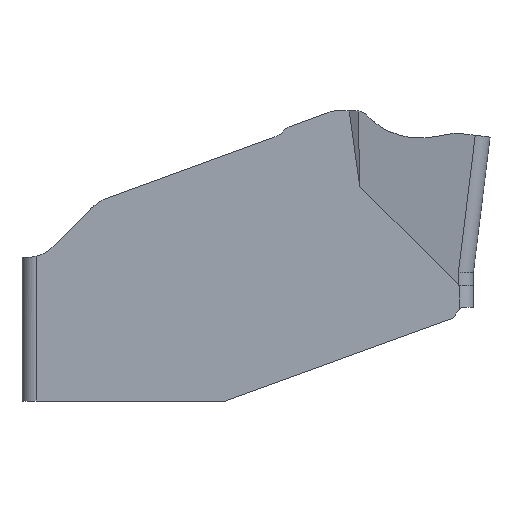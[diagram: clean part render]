
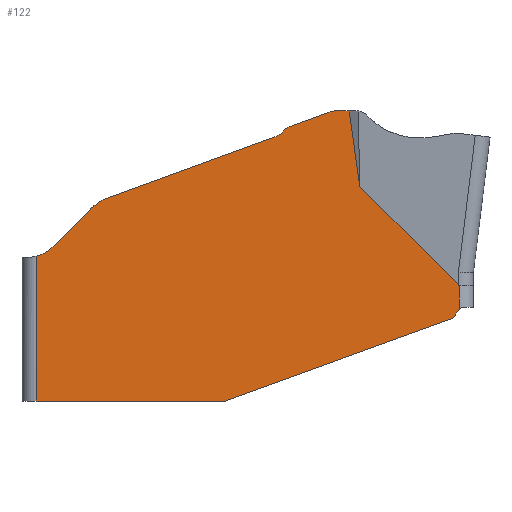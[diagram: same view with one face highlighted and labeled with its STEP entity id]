
A CAD part, left-side view. The second image highlights one B-rep face of the part: STEP entity #122.
In plain terms, the highlighted planar face has unit normal (-1, 0, 0).
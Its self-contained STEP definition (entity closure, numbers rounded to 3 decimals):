
#102=ELLIPSE('',#989,4.29,0.3);
#103=ELLIPSE('',#994,1.32,1.);
#122=ADVANCED_FACE('',(#187),#159,.F.);
#159=PLANE('',#996);
#187=FACE_OUTER_BOUND('',#230,.T.);
#230=EDGE_LOOP('',(#381,#382,#383,#384,#385,#386,#387,#388,#389,#390,#391,
#392,#393,#394,#395,#396,#397,#398,#399,#400,#401));
#271=CIRCLE('',#987,0.1);
#272=CIRCLE('',#988,0.3);
#273=CIRCLE('',#990,0.2);
#274=CIRCLE('',#991,0.2);
#275=CIRCLE('',#992,0.491);
#276=CIRCLE('',#993,1.);
#277=CIRCLE('',#995,0.8);
#381=ORIENTED_EDGE('',*,*,#690,.F.);
#382=ORIENTED_EDGE('',*,*,#691,.F.);
#383=ORIENTED_EDGE('',*,*,#692,.F.);
#384=ORIENTED_EDGE('',*,*,#693,.F.);
#385=ORIENTED_EDGE('',*,*,#618,.T.);
#386=ORIENTED_EDGE('',*,*,#694,.T.);
#387=ORIENTED_EDGE('',*,*,#655,.T.);
#388=ORIENTED_EDGE('',*,*,#660,.T.);
#389=ORIENTED_EDGE('',*,*,#695,.F.);
#390=ORIENTED_EDGE('',*,*,#696,.F.);
#391=ORIENTED_EDGE('',*,*,#697,.F.);
#392=ORIENTED_EDGE('',*,*,#698,.F.);
#393=ORIENTED_EDGE('',*,*,#699,.F.);
#394=ORIENTED_EDGE('',*,*,#700,.F.);
#395=ORIENTED_EDGE('',*,*,#701,.F.);
#396=ORIENTED_EDGE('',*,*,#702,.F.);
#397=ORIENTED_EDGE('',*,*,#703,.F.);
#398=ORIENTED_EDGE('',*,*,#704,.F.);
#399=ORIENTED_EDGE('',*,*,#705,.F.);
#400=ORIENTED_EDGE('',*,*,#667,.T.);
#401=ORIENTED_EDGE('',*,*,#607,.T.);
#524=VERTEX_POINT('',#1347);
#526=VERTEX_POINT('',#1350);
#536=VERTEX_POINT('',#1373);
#537=VERTEX_POINT('',#1374);
#570=VERTEX_POINT('',#1516);
#571=VERTEX_POINT('',#1518);
#573=VERTEX_POINT('',#1526);
#578=VERTEX_POINT('',#1551);
#593=VERTEX_POINT('',#1608);
#594=VERTEX_POINT('',#1610);
#595=VERTEX_POINT('',#1612);
#596=VERTEX_POINT('',#1616);
#597=VERTEX_POINT('',#1618);
#598=VERTEX_POINT('',#1620);
#599=VERTEX_POINT('',#1622);
#600=VERTEX_POINT('',#1624);
#601=VERTEX_POINT('',#1626);
#602=VERTEX_POINT('',#1628);
#603=VERTEX_POINT('',#1636);
#604=VERTEX_POINT('',#1638);
#605=VERTEX_POINT('',#1640);
#607=EDGE_CURVE('',#526,#524,#730,.T.);
#618=EDGE_CURVE('',#536,#537,#739,.T.);
#655=EDGE_CURVE('',#571,#570,#760,.T.);
#660=EDGE_CURVE('',#570,#573,#765,.T.);
#667=EDGE_CURVE('',#578,#526,#770,.T.);
#690=EDGE_CURVE('',#593,#524,#777,.T.);
#691=EDGE_CURVE('',#594,#593,#271,.T.);
#692=EDGE_CURVE('',#595,#594,#778,.T.);
#693=EDGE_CURVE('',#536,#595,#272,.T.);
#694=EDGE_CURVE('',#537,#571,#102,.T.);
#695=EDGE_CURVE('',#596,#573,#779,.T.);
#696=EDGE_CURVE('',#597,#596,#273,.T.);
#697=EDGE_CURVE('',#598,#597,#780,.T.);
#698=EDGE_CURVE('',#599,#598,#274,.T.);
#699=EDGE_CURVE('',#600,#599,#275,.T.);
#700=EDGE_CURVE('',#601,#600,#781,.T.);
#701=EDGE_CURVE('',#602,#601,#276,.T.);
#702=EDGE_CURVE('',#603,#602,#904,.T.);
#703=EDGE_CURVE('',#604,#603,#103,.T.);
#704=EDGE_CURVE('',#605,#604,#782,.T.);
#705=EDGE_CURVE('',#578,#605,#277,.T.);
#730=LINE('',#1349,#807);
#739=LINE('',#1372,#816);
#760=LINE('',#1517,#837);
#765=LINE('',#1527,#842);
#770=LINE('',#1550,#847);
#777=LINE('',#1607,#854);
#778=LINE('',#1611,#855);
#779=LINE('',#1615,#856);
#780=LINE('',#1619,#857);
#781=LINE('',#1625,#858);
#782=LINE('',#1639,#859);
#807=VECTOR('',#1030,1.);
#816=VECTOR('',#1047,1.);
#837=VECTOR('',#1088,1.);
#842=VECTOR('',#1097,1.);
#847=VECTOR('',#1110,1.);
#854=VECTOR('',#1153,1.);
#855=VECTOR('',#1156,1.);
#856=VECTOR('',#1161,1.);
#857=VECTOR('',#1164,1.);
#858=VECTOR('',#1169,1.);
#859=VECTOR('',#1174,1.);
#904=B_SPLINE_CURVE_WITH_KNOTS('',3,(#1629,#1630,#1631,#1632,#1633,#1634,
#1635),.UNSPECIFIED.,.F.,.F.,(4,3,4),(0.,0.601,1.),
 .UNSPECIFIED.);
#987=AXIS2_PLACEMENT_3D('',#1609,#1154,#1155);
#988=AXIS2_PLACEMENT_3D('',#1613,#1157,#1158);
#989=AXIS2_PLACEMENT_3D('',#1614,#1159,#1160);
#990=AXIS2_PLACEMENT_3D('',#1617,#1162,#1163);
#991=AXIS2_PLACEMENT_3D('',#1621,#1165,#1166);
#992=AXIS2_PLACEMENT_3D('',#1623,#1167,#1168);
#993=AXIS2_PLACEMENT_3D('',#1627,#1170,#1171);
#994=AXIS2_PLACEMENT_3D('',#1637,#1172,#1173);
#995=AXIS2_PLACEMENT_3D('',#1641,#1175,#1176);
#996=AXIS2_PLACEMENT_3D('',#1642,#1177,#1178);
#1030=DIRECTION('',(0.,-1.,0.));
#1047=DIRECTION('',(0.,0.,1.));
#1088=DIRECTION('',(0.,0.708,0.706));
#1097=DIRECTION('',(0.,0.139,0.99));
#1110=DIRECTION('',(0.,0.,-1.));
#1153=DIRECTION('',(0.,0.94,-0.342));
#1154=DIRECTION('',(1.,0.,0.));
#1155=DIRECTION('',(0.,0.,-1.));
#1156=DIRECTION('',(0.,0.5,-0.866));
#1157=DIRECTION('',(-1.,0.,0.));
#1158=DIRECTION('',(0.,0.,-1.));
#1159=DIRECTION('',(1.,0.,0.));
#1160=DIRECTION('',(0.,0.,1.));
#1161=DIRECTION('',(0.,-1.,0.));
#1162=DIRECTION('',(1.,0.,0.));
#1163=DIRECTION('',(0.,0.,-1.));
#1164=DIRECTION('',(0.,-0.94,0.342));
#1165=DIRECTION('',(1.,0.,0.));
#1166=DIRECTION('',(0.,0.,-1.));
#1167=DIRECTION('',(-1.,0.,0.));
#1168=DIRECTION('',(0.,0.,-1.));
#1169=DIRECTION('',(0.,-0.94,0.342));
#1170=DIRECTION('',(1.,0.,0.));
#1171=DIRECTION('',(0.,0.,-1.));
#1172=DIRECTION('',(1.,0.,0.));
#1173=DIRECTION('',(0.,0.707,-0.707));
#1174=DIRECTION('',(0.,-0.707,0.707));
#1175=DIRECTION('',(-1.,0.,0.));
#1176=DIRECTION('',(0.,0.,-1.));
#1177=DIRECTION('',(1.,0.,0.));
#1178=DIRECTION('',(0.,0.,-1.));
#1347=CARTESIAN_POINT('',(-1.,0.646,-5.6));
#1349=CARTESIAN_POINT('',(-1.,0.,-5.6));
#1350=CARTESIAN_POINT('',(-1.,4.7,-5.6));
#1372=CARTESIAN_POINT('',(-1.,-4.35,-3.44));
#1373=CARTESIAN_POINT('',(-1.,-4.35,-3.642));
#1374=CARTESIAN_POINT('',(-1.,-4.35,-3.13));
#1516=CARTESIAN_POINT('',(-1.,-2.221,-1.017));
#1517=CARTESIAN_POINT('',(-1.,-4.041,-2.832));
#1518=CARTESIAN_POINT('',(-1.,-4.329,-3.12));
#1526=CARTESIAN_POINT('',(-1.,-1.995,0.6));
#1527=CARTESIAN_POINT('',(-1.,-2.039,0.285));
#1550=CARTESIAN_POINT('',(-1.,4.7,-5.6));
#1551=CARTESIAN_POINT('',(-1.,4.7,-2.505));
#1607=CARTESIAN_POINT('',(-1.,-1.724,-4.737));
#1608=CARTESIAN_POINT('',(-1.,-4.192,-3.839));
#1609=CARTESIAN_POINT('',(-1.,-4.158,-3.745));
#1610=CARTESIAN_POINT('',(-1.,-4.245,-3.795));
#1611=CARTESIAN_POINT('',(-1.,-4.827,-2.787));
#1612=CARTESIAN_POINT('',(-1.,-4.29,-3.716));
#1613=CARTESIAN_POINT('',(-1.,-4.55,-3.866));
#1614=CARTESIAN_POINT('',(-1.,-4.35,1.16));
#1615=CARTESIAN_POINT('',(-1.,0.,0.6));
#1616=CARTESIAN_POINT('',(-1.,-1.675,0.6));
#1617=CARTESIAN_POINT('',(-1.,-1.675,0.4));
#1618=CARTESIAN_POINT('',(-1.,-1.607,0.588));
#1619=CARTESIAN_POINT('',(-1.,0.001,0.003));
#1620=CARTESIAN_POINT('',(-1.,-0.71,0.262));
#1621=CARTESIAN_POINT('',(-1.,-0.778,0.074));
#1622=CARTESIAN_POINT('',(-1.,-0.622,0.199));
#1623=CARTESIAN_POINT('',(-1.,-0.24,0.506));
#1624=CARTESIAN_POINT('',(-1.,-0.408,0.045));
#1625=CARTESIAN_POINT('',(-1.,-0.033,-0.091));
#1626=CARTESIAN_POINT('',(-1.,3.159,-1.253));
#1627=CARTESIAN_POINT('',(-1.,2.817,-2.193));
#1628=CARTESIAN_POINT('',(-1.,3.463,-1.429));
#1629=CARTESIAN_POINT('',(-1.,3.479,-1.444));
#1630=CARTESIAN_POINT('',(-1.,3.476,-1.441));
#1631=CARTESIAN_POINT('',(-1.,3.473,-1.438));
#1632=CARTESIAN_POINT('',(-1.,3.47,-1.435));
#1633=CARTESIAN_POINT('',(-1.,3.467,-1.433));
#1634=CARTESIAN_POINT('',(-1.,3.465,-1.431));
#1635=CARTESIAN_POINT('',(-1.,3.463,-1.429));
#1636=CARTESIAN_POINT('',(-1.,3.479,-1.444));
#1637=CARTESIAN_POINT('',(-1.,2.833,-2.209));
#1638=CARTESIAN_POINT('',(-1.,3.54,-1.502));
#1639=CARTESIAN_POINT('',(-1.,1.019,1.019));
#1640=CARTESIAN_POINT('',(-1.,4.334,-2.296));
#1641=CARTESIAN_POINT('',(-1.,4.9,-1.73));
#1642=CARTESIAN_POINT('',(-1.,0.,0.));
